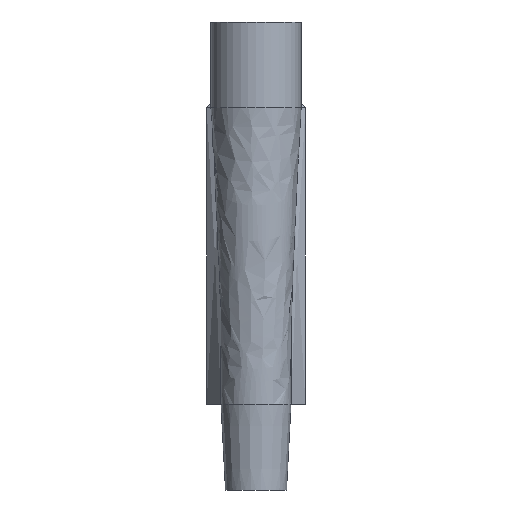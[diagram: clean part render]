
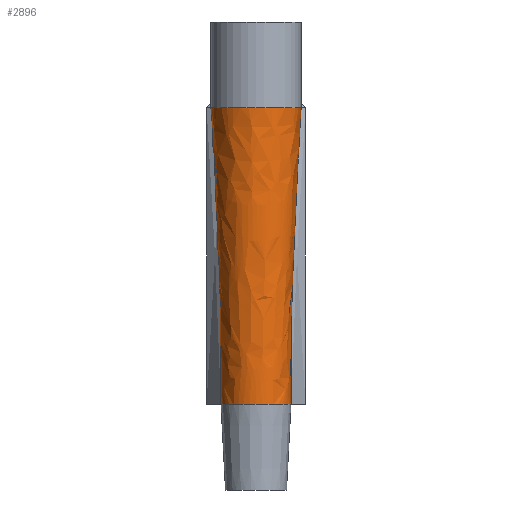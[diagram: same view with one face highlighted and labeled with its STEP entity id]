
A CAD part, front view. The second image highlights one B-rep face of the part: STEP entity #2896.
In plain terms, the highlighted free-form (B-spline) face has degree [3, 1] with [6, 2] control points.
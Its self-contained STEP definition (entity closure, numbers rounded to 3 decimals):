
#111 = EDGE_LOOP ( 'NONE', ( #809, #2044, #169, #2762, #1768, #1848 ) ) ;
#133 = CARTESIAN_POINT ( 'NONE',  ( 9., 0., -38.1 ) ) ;
#169 = ORIENTED_EDGE ( 'NONE', *, *, #2271, .T. ) ;
#176 = CARTESIAN_POINT ( 'NONE',  ( 16.786, -0.386, 38.1 ) ) ;
#276 = VECTOR ( 'NONE', #514, 1000. ) ;
#302 = VERTEX_POINT ( 'NONE', #677 ) ;
#373 = VERTEX_POINT ( 'NONE', #731 ) ;
#426 = DIRECTION ( 'NONE',  ( 0., 0., 1. ) ) ;
#514 = DIRECTION ( 'NONE',  ( -0.01, 0.107, 0.994 ) ) ;
#553 = VERTEX_POINT ( 'NONE', #133 ) ;
#608 = CARTESIAN_POINT ( 'NONE',  ( 0., 0., -38.1 ) ) ;
#623 = DIRECTION ( 'NONE',  ( -1., 0., 0. ) ) ;
#677 = CARTESIAN_POINT ( 'NONE',  ( -9., 0., -38.1 ) ) ;
#701 = CIRCLE ( 'NONE', #1483, 11.6 ) ;
#730 = CIRCLE ( 'NONE', #1505, 9. ) ;
#731 = CARTESIAN_POINT ( 'NONE',  ( 8.205, 8.2, 38.1 ) ) ;
#809 = ORIENTED_EDGE ( 'NONE', *, *, #1181, .T. ) ;
#876 = AXIS2_PLACEMENT_3D ( 'NONE', #2477, #1789, #2010 ) ;
#1000 = EDGE_CURVE ( 'NONE', #553, #373, #2874, .T. ) ;
#1053 = DIRECTION ( 'NONE',  ( -0.01, -0.107, -0.994 ) ) ;
#1060 = DIRECTION ( 'NONE',  ( 0., 0., -1. ) ) ;
#1063 = CARTESIAN_POINT ( 'NONE',  ( -12.139, -11.6, 38.1 ) ) ;
#1076 = CARTESIAN_POINT ( 'NONE',  ( -16.786, -0.386, 38.1 ) ) ;
#1100 = CARTESIAN_POINT ( 'NONE',  ( 0., 0., 38.1 ) ) ;
#1181 = EDGE_CURVE ( 'NONE', #302, #553, #730, .T. ) ;
#1185 = CARTESIAN_POINT ( 'NONE',  ( -8.205, 8.2, 38.1 ) ) ;
#1190 = EDGE_CURVE ( 'NONE', #1963, #1402, #2770, .T. ) ;
#1317 = CARTESIAN_POINT ( 'NONE',  ( -9., -4.5, -38.1 ) ) ;
#1334 = DIRECTION ( 'NONE',  ( -1., 0., 0. ) ) ;
#1402 = VERTEX_POINT ( 'NONE', #1185 ) ;
#1444 = VECTOR ( 'NONE', #1053, 1000. ) ;
#1483 = AXIS2_PLACEMENT_3D ( 'NONE', #1100, #2726, #1334 ) ;
#1494 = EDGE_CURVE ( 'NONE', #1402, #302, #2167, .T. ) ;
#1505 = AXIS2_PLACEMENT_3D ( 'NONE', #608, #426, #2747 ) ;
#1545 = CARTESIAN_POINT ( 'NONE',  ( -8.205, 8.2, 38.1 ) ) ;
#1567 =( BOUNDED_SURFACE ( )  B_SPLINE_SURFACE ( 3, 1, ( 
 ( #2720, #2436 ),
 ( #1572, #176 ),
 ( #2914, #2445 ),
 ( #2925, #1063 ),
 ( #1317, #1076 ),
 ( #1806, #1545 ) ),
 .UNSPECIFIED., .F., .F., .F. ) 
 B_SPLINE_SURFACE_WITH_KNOTS ( ( 4, 2, 4 ),
 ( 2, 2 ),
 ( 0., 0.5, 1. ),
 ( 0., 1. ),
 .UNSPECIFIED. ) 
 GEOMETRIC_REPRESENTATION_ITEM ( )  RATIONAL_B_SPLINE_SURFACE ( (
 ( 1., 1.),
 ( 0.667, 0.346),
 ( 0.5, 0.204),
 ( 0.5, 0.204),
 ( 0.667, 0.346),
 ( 1., 1.) ) ) 
 REPRESENTATION_ITEM ( '' )  SURFACE ( )  );
#1572 = CARTESIAN_POINT ( 'NONE',  ( 9., -4.5, -38.1 ) ) ;
#1640 = CARTESIAN_POINT ( 'NONE',  ( 11.6, 0., 38.1 ) ) ;
#1681 = CARTESIAN_POINT ( 'NONE',  ( 8.602, 4.1, 0. ) ) ;
#1700 = AXIS2_PLACEMENT_3D ( 'NONE', #2252, #1060, #623 ) ;
#1732 = CIRCLE ( 'NONE', #1700, 11.6 ) ;
#1768 = ORIENTED_EDGE ( 'NONE', *, *, #1190, .T. ) ;
#1789 = DIRECTION ( 'NONE',  ( 0., 0., -1. ) ) ;
#1795 = VERTEX_POINT ( 'NONE', #1640 ) ;
#1806 = CARTESIAN_POINT ( 'NONE',  ( -9., 0., -38.1 ) ) ;
#1848 = ORIENTED_EDGE ( 'NONE', *, *, #1494, .T. ) ;
#1963 = VERTEX_POINT ( 'NONE', #2649 ) ;
#1974 = FACE_OUTER_BOUND ( 'NONE', #111, .T. ) ;
#2010 = DIRECTION ( 'NONE',  ( -1., 0., 0. ) ) ;
#2044 = ORIENTED_EDGE ( 'NONE', *, *, #1000, .T. ) ;
#2167 = LINE ( 'NONE', #2422, #1444 ) ;
#2243 = EDGE_CURVE ( 'NONE', #1795, #1963, #701, .T. ) ;
#2252 = CARTESIAN_POINT ( 'NONE',  ( 0., 0., 38.1 ) ) ;
#2271 = EDGE_CURVE ( 'NONE', #373, #1795, #1732, .T. ) ;
#2422 = CARTESIAN_POINT ( 'NONE',  ( -8.602, 4.1, 0. ) ) ;
#2436 = CARTESIAN_POINT ( 'NONE',  ( 8.205, 8.2, 38.1 ) ) ;
#2445 = CARTESIAN_POINT ( 'NONE',  ( 12.139, -11.6, 38.1 ) ) ;
#2477 = CARTESIAN_POINT ( 'NONE',  ( 0., 0., 38.1 ) ) ;
#2649 = CARTESIAN_POINT ( 'NONE',  ( -11.6, 0., 38.1 ) ) ;
#2720 = CARTESIAN_POINT ( 'NONE',  ( 9., 0., -38.1 ) ) ;
#2726 = DIRECTION ( 'NONE',  ( 0., 0., -1. ) ) ;
#2747 = DIRECTION ( 'NONE',  ( -1., 0., 0. ) ) ;
#2762 = ORIENTED_EDGE ( 'NONE', *, *, #2243, .T. ) ;
#2770 = CIRCLE ( 'NONE', #876, 11.6 ) ;
#2874 = LINE ( 'NONE', #1681, #276 ) ;
#2896 = ADVANCED_FACE ( 'NONE', ( #1974 ), #1567, .F. ) ;
#2914 = CARTESIAN_POINT ( 'NONE',  ( 6., -9., -38.1 ) ) ;
#2925 = CARTESIAN_POINT ( 'NONE',  ( -6., -9., -38.1 ) ) ;
